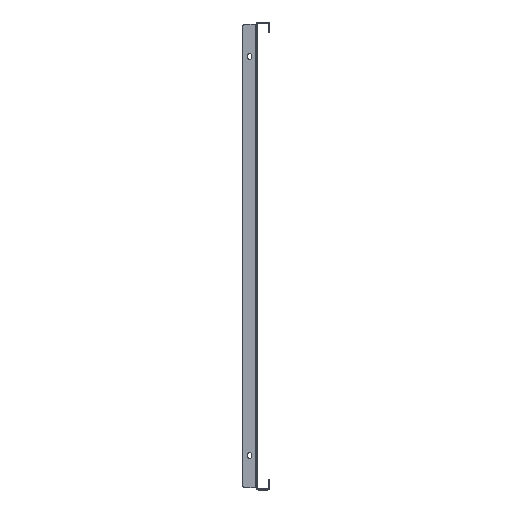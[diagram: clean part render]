
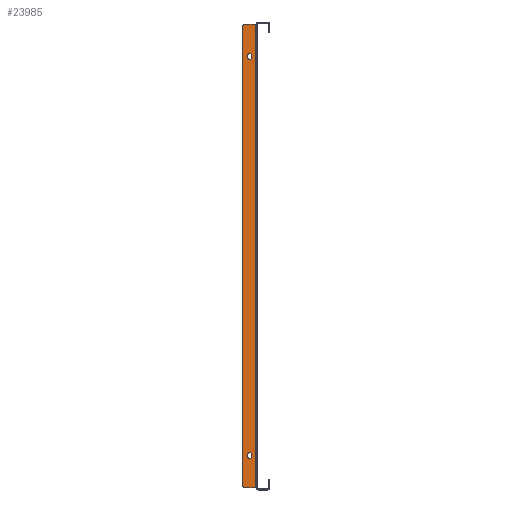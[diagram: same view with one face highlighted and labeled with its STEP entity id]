
A CAD part, left-side view. The second image highlights one B-rep face of the part: STEP entity #23985.
In plain terms, the highlighted planar face has unit normal (-1, 0, 0).
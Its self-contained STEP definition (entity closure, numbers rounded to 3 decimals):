
#495 = VECTOR ( 'NONE', #11817, 1000. ) ;
#577 = LINE ( 'NONE', #15578, #12813 ) ;
#1425 = EDGE_LOOP ( 'NONE', ( #29383, #4710, #13346, #29845 ) ) ;
#1711 = LINE ( 'NONE', #16236, #29107 ) ;
#1904 = CIRCLE ( 'NONE', #11087, 2.75 ) ;
#2018 = AXIS2_PLACEMENT_3D ( 'NONE', #24765, #17240, #22525 ) ;
#2221 = EDGE_CURVE ( 'NONE', #3467, #3567, #21906, .T. ) ;
#2567 = CIRCLE ( 'NONE', #27588, 5. ) ;
#2826 = EDGE_CURVE ( 'NONE', #3467, #17231, #8604, .T. ) ;
#2921 = EDGE_CURVE ( 'NONE', #14660, #10087, #24412, .T. ) ;
#3036 = VERTEX_POINT ( 'NONE', #10651 ) ;
#3304 = VECTOR ( 'NONE', #20300, 1000. ) ;
#3467 = VERTEX_POINT ( 'NONE', #30106 ) ;
#3567 = VERTEX_POINT ( 'NONE', #25332 ) ;
#3800 = DIRECTION ( 'NONE',  ( 0., -1., 0. ) ) ;
#4138 = LINE ( 'NONE', #18516, #30000 ) ;
#4142 = LINE ( 'NONE', #23802, #13776 ) ;
#4301 = FACE_OUTER_BOUND ( 'NONE', #10334, .T. ) ;
#4429 = LINE ( 'NONE', #11297, #19239 ) ;
#4438 = EDGE_LOOP ( 'NONE', ( #27796, #5191, #14422, #19880 ) ) ;
#4710 = ORIENTED_EDGE ( 'NONE', *, *, #31166, .F. ) ;
#4882 = CARTESIAN_POINT ( 'NONE',  ( -346., 1.5, 345.5 ) ) ;
#5046 = CARTESIAN_POINT ( 'NONE',  ( -346., 16., 345.5 ) ) ;
#5191 = ORIENTED_EDGE ( 'NONE', *, *, #8032, .F. ) ;
#5304 = CARTESIAN_POINT ( 'NONE',  ( -346., 7.25, 295.25 ) ) ;
#5658 = ORIENTED_EDGE ( 'NONE', *, *, #2221, .F. ) ;
#6452 = ORIENTED_EDGE ( 'NONE', *, *, #22728, .T. ) ;
#6526 = ORIENTED_EDGE ( 'NONE', *, *, #20265, .T. ) ;
#6693 = DIRECTION ( 'NONE',  ( 0., -1., 0. ) ) ;
#7667 = AXIS2_PLACEMENT_3D ( 'NONE', #28591, #11171, #8939 ) ;
#7773 = ORIENTED_EDGE ( 'NONE', *, *, #27928, .F. ) ;
#7908 = VERTEX_POINT ( 'NONE', #12237 ) ;
#8032 = EDGE_CURVE ( 'NONE', #3036, #14660, #577, .T. ) ;
#8604 = CIRCLE ( 'NONE', #15742, 5. ) ;
#8939 = DIRECTION ( 'NONE',  ( 0., -1., 0. ) ) ;
#9080 = DIRECTION ( 'NONE',  ( -1., 0., 0. ) ) ;
#9238 = FACE_BOUND ( 'NONE', #1425, .T. ) ;
#9508 = CARTESIAN_POINT ( 'NONE',  ( -346., 16., -345.5 ) ) ;
#9532 = VERTEX_POINT ( 'NONE', #17464 ) ;
#10087 = VERTEX_POINT ( 'NONE', #5304 ) ;
#10334 = EDGE_LOOP ( 'NONE', ( #7773, #6452, #5658, #27590, #11759, #6526 ) ) ;
#10651 = CARTESIAN_POINT ( 'NONE',  ( -346., 12.75, 298.75 ) ) ;
#11008 = DIRECTION ( 'NONE',  ( -1., 0., 0. ) ) ;
#11014 = PLANE ( 'NONE',  #7667 ) ;
#11087 = AXIS2_PLACEMENT_3D ( 'NONE', #31399, #31251, #19093 ) ;
#11171 = DIRECTION ( 'NONE',  ( -1., 0., 0. ) ) ;
#11297 = CARTESIAN_POINT ( 'NONE',  ( -346., 0., 345.5 ) ) ;
#11759 = ORIENTED_EDGE ( 'NONE', *, *, #24019, .F. ) ;
#11817 = DIRECTION ( 'NONE',  ( 0., 0., 1. ) ) ;
#12237 = CARTESIAN_POINT ( 'NONE',  ( -346., 12.75, -298.75 ) ) ;
#12652 = CARTESIAN_POINT ( 'NONE',  ( -346., 7.25, -295.25 ) ) ;
#12813 = VECTOR ( 'NONE', #27748, 1000. ) ;
#13063 = VERTEX_POINT ( 'NONE', #4882 ) ;
#13171 = CARTESIAN_POINT ( 'NONE',  ( -346., 7.25, -298.75 ) ) ;
#13346 = ORIENTED_EDGE ( 'NONE', *, *, #29758, .F. ) ;
#13776 = VECTOR ( 'NONE', #30517, 1000. ) ;
#14064 = EDGE_CURVE ( 'NONE', #9532, #7908, #27503, .T. ) ;
#14422 = ORIENTED_EDGE ( 'NONE', *, *, #19526, .F. ) ;
#14617 = CARTESIAN_POINT ( 'NONE',  ( -346., 7.25, 298.75 ) ) ;
#14642 = DIRECTION ( 'NONE',  ( -1., 0., 0. ) ) ;
#14660 = VERTEX_POINT ( 'NONE', #23081 ) ;
#14751 = CIRCLE ( 'NONE', #2018, 2.75 ) ;
#15063 = DIRECTION ( 'NONE',  ( -1., 0., 0. ) ) ;
#15542 = DIRECTION ( 'NONE',  ( 0., 1., 0. ) ) ;
#15578 = CARTESIAN_POINT ( 'NONE',  ( -346., 12.75, 295.25 ) ) ;
#15742 = AXIS2_PLACEMENT_3D ( 'NONE', #30982, #9080, #6693 ) ;
#16236 = CARTESIAN_POINT ( 'NONE',  ( -346., 7.25, 295.25 ) ) ;
#16608 = LINE ( 'NONE', #23673, #495 ) ;
#16771 = CARTESIAN_POINT ( 'NONE',  ( -346., 21., 345.5 ) ) ;
#17231 = VERTEX_POINT ( 'NONE', #9508 ) ;
#17240 = DIRECTION ( 'NONE',  ( -1., 0., 0. ) ) ;
#17464 = CARTESIAN_POINT ( 'NONE',  ( -346., 12.75, -295.25 ) ) ;
#18319 = DIRECTION ( 'NONE',  ( 0., 0., 1. ) ) ;
#18516 = CARTESIAN_POINT ( 'NONE',  ( -346., 1.5, 0. ) ) ;
#18838 = FACE_BOUND ( 'NONE', #4438, .T. ) ;
#19093 = DIRECTION ( 'NONE',  ( 0., -1., 0. ) ) ;
#19239 = VECTOR ( 'NONE', #3800, 1000. ) ;
#19526 = EDGE_CURVE ( 'NONE', #26800, #3036, #1904, .T. ) ;
#19880 = ORIENTED_EDGE ( 'NONE', *, *, #24316, .F. ) ;
#20040 = VERTEX_POINT ( 'NONE', #12652 ) ;
#20265 = EDGE_CURVE ( 'NONE', #20467, #13063, #4138, .T. ) ;
#20294 = VECTOR ( 'NONE', #26871, 1000. ) ;
#20300 = DIRECTION ( 'NONE',  ( 0., 0., -1. ) ) ;
#20304 = AXIS2_PLACEMENT_3D ( 'NONE', #30089, #15063, #15542 ) ;
#20467 = VERTEX_POINT ( 'NONE', #21550 ) ;
#20920 = VERTEX_POINT ( 'NONE', #5046 ) ;
#21550 = CARTESIAN_POINT ( 'NONE',  ( -346., 1.5, -345.5 ) ) ;
#21906 = LINE ( 'NONE', #16771, #20294 ) ;
#22525 = DIRECTION ( 'NONE',  ( 0., 1., 0. ) ) ;
#22728 = EDGE_CURVE ( 'NONE', #20920, #3567, #2567, .T. ) ;
#23081 = CARTESIAN_POINT ( 'NONE',  ( -346., 12.75, 295.25 ) ) ;
#23395 = AXIS2_PLACEMENT_3D ( 'NONE', #28732, #14642, #31607 ) ;
#23673 = CARTESIAN_POINT ( 'NONE',  ( -346., 7.25, -295.25 ) ) ;
#23802 = CARTESIAN_POINT ( 'NONE',  ( -346., 21., -345.5 ) ) ;
#23985 = ADVANCED_FACE ( 'NONE', ( #18838, #9238, #4301 ), #11014, .T. ) ;
#24019 = EDGE_CURVE ( 'NONE', #20467, #17231, #4142, .T. ) ;
#24316 = EDGE_CURVE ( 'NONE', #10087, #26800, #1711, .T. ) ;
#24412 = CIRCLE ( 'NONE', #23395, 2.75 ) ;
#24765 = CARTESIAN_POINT ( 'NONE',  ( -346., 10., -295.25 ) ) ;
#24831 = VERTEX_POINT ( 'NONE', #13171 ) ;
#24942 = CARTESIAN_POINT ( 'NONE',  ( -346., 12.75, -295.25 ) ) ;
#25332 = CARTESIAN_POINT ( 'NONE',  ( -346., 21., 340.5 ) ) ;
#25417 = CIRCLE ( 'NONE', #20304, 2.75 ) ;
#26800 = VERTEX_POINT ( 'NONE', #14617 ) ;
#26871 = DIRECTION ( 'NONE',  ( 0., 0., 1. ) ) ;
#27503 = LINE ( 'NONE', #24942, #3304 ) ;
#27588 = AXIS2_PLACEMENT_3D ( 'NONE', #28434, #11008, #28280 ) ;
#27590 = ORIENTED_EDGE ( 'NONE', *, *, #2826, .T. ) ;
#27748 = DIRECTION ( 'NONE',  ( 0., 0., -1. ) ) ;
#27796 = ORIENTED_EDGE ( 'NONE', *, *, #2921, .F. ) ;
#27928 = EDGE_CURVE ( 'NONE', #20920, #13063, #4429, .T. ) ;
#28280 = DIRECTION ( 'NONE',  ( 0., -1., 0. ) ) ;
#28434 = CARTESIAN_POINT ( 'NONE',  ( -346., 16., 340.5 ) ) ;
#28591 = CARTESIAN_POINT ( 'NONE',  ( -346., 0., 0. ) ) ;
#28732 = CARTESIAN_POINT ( 'NONE',  ( -346., 10., 295.25 ) ) ;
#29107 = VECTOR ( 'NONE', #18319, 1000. ) ;
#29383 = ORIENTED_EDGE ( 'NONE', *, *, #31268, .F. ) ;
#29758 = EDGE_CURVE ( 'NONE', #7908, #24831, #25417, .T. ) ;
#29845 = ORIENTED_EDGE ( 'NONE', *, *, #14064, .F. ) ;
#30000 = VECTOR ( 'NONE', #30824, 1000. ) ;
#30089 = CARTESIAN_POINT ( 'NONE',  ( -346., 10., -298.75 ) ) ;
#30106 = CARTESIAN_POINT ( 'NONE',  ( -346., 21., -340.5 ) ) ;
#30517 = DIRECTION ( 'NONE',  ( 0., 1., 0. ) ) ;
#30824 = DIRECTION ( 'NONE',  ( 0., 0., 1. ) ) ;
#30982 = CARTESIAN_POINT ( 'NONE',  ( -346., 16., -340.5 ) ) ;
#31166 = EDGE_CURVE ( 'NONE', #24831, #20040, #16608, .T. ) ;
#31251 = DIRECTION ( 'NONE',  ( -1., 0., 0. ) ) ;
#31268 = EDGE_CURVE ( 'NONE', #20040, #9532, #14751, .T. ) ;
#31399 = CARTESIAN_POINT ( 'NONE',  ( -346., 10., 298.75 ) ) ;
#31607 = DIRECTION ( 'NONE',  ( 0., -1., 0. ) ) ;
